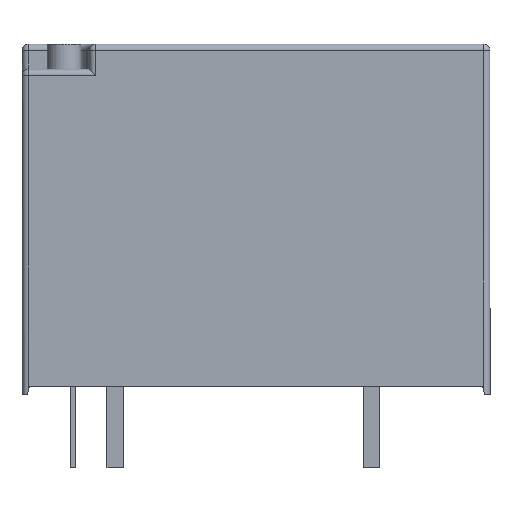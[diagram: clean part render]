
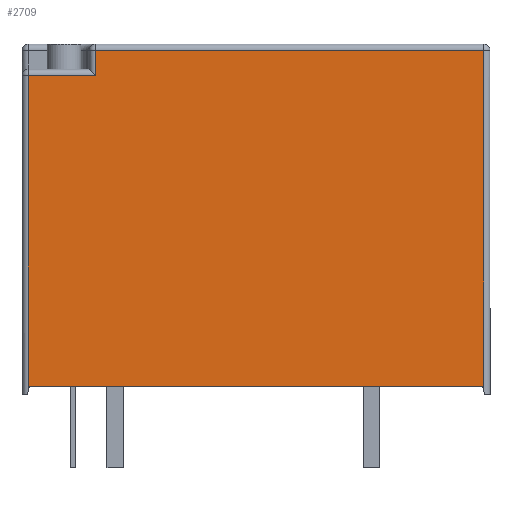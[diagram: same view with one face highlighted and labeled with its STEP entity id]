
A CAD part, front view. The second image highlights one B-rep face of the part: STEP entity #2709.
In plain terms, the highlighted planar face has unit normal (0, -1, 0).
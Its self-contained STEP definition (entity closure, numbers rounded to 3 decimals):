
#1546=CARTESIAN_POINT('',(10.85,-8.15,16.4));
#1547=VERTEX_POINT('',#1546);
#1603=CARTESIAN_POINT('',(-7.65,-8.15,16.4));
#1604=VERTEX_POINT('',#1603);
#1669=CARTESIAN_POINT('',(-10.85,-8.15,15.2));
#1670=VERTEX_POINT('',#1669);
#2128=CARTESIAN_POINT('',(-10.85,-8.15,0.2));
#2129=VERTEX_POINT('',#2128);
#2137=CARTESIAN_POINT('',(-10.85,-8.15,0.2));
#2138=DIRECTION('',(0.0,0.0,1.0));
#2139=VECTOR('',#2138,15.);
#2140=LINE('',#2137,#2139);
#2141=EDGE_CURVE('',#2129,#1670,#2140,.T.);
#2176=CARTESIAN_POINT('',(-7.65,-8.15,15.2));
#2177=VERTEX_POINT('',#2176);
#2178=CARTESIAN_POINT('',(-10.85,-8.15,15.2));
#2179=DIRECTION('',(1.0,0.0,0.0));
#2180=VECTOR('',#2179,3.2);
#2181=LINE('',#2178,#2180);
#2182=EDGE_CURVE('',#1670,#2177,#2181,.T.);
#2255=CARTESIAN_POINT('',(-7.65,-8.15,15.2));
#2256=DIRECTION('',(0.0,0.0,1.0));
#2257=VECTOR('',#2256,1.2);
#2258=LINE('',#2255,#2257);
#2259=EDGE_CURVE('',#2177,#1604,#2258,.T.);
#2280=CARTESIAN_POINT('',(-7.65,-8.15,16.4));
#2281=DIRECTION('',(1.0,0.0,0.0));
#2282=VECTOR('',#2281,18.5);
#2283=LINE('',#2280,#2282);
#2284=EDGE_CURVE('',#1604,#1547,#2283,.T.);
#2370=CARTESIAN_POINT('',(10.85,-8.15,0.2));
#2371=VERTEX_POINT('',#2370);
#2372=CARTESIAN_POINT('',(10.85,-8.15,16.4));
#2373=DIRECTION('',(0.0,0.0,-1.0));
#2374=VECTOR('',#2373,16.2);
#2375=LINE('',#2372,#2374);
#2376=EDGE_CURVE('',#1547,#2371,#2375,.T.);
#2551=CARTESIAN_POINT('',(-10.8,-8.15,0.4));
#2552=VERTEX_POINT('',#2551);
#2559=CARTESIAN_POINT('',(-10.8,-8.15,0.4));
#2560=DIRECTION('',(-0.243,0.0,-0.97));
#2561=VECTOR('',#2560,0.206);
#2562=LINE('',#2559,#2561);
#2563=EDGE_CURVE('',#2552,#2129,#2562,.T.);
#2600=CARTESIAN_POINT('',(10.8,-8.15,0.4));
#2601=VERTEX_POINT('',#2600);
#2602=CARTESIAN_POINT('',(10.8,-8.15,0.4));
#2603=DIRECTION('',(0.243,0.0,-0.97));
#2604=VECTOR('',#2603,0.206);
#2605=LINE('',#2602,#2604);
#2606=EDGE_CURVE('',#2601,#2371,#2605,.T.);
#2689=CARTESIAN_POINT('',(-10.997,-8.15,0.214));
#2690=DIRECTION('',(0.0,1.0,0.0));
#2691=DIRECTION('',(0.0,0.0,1.0));
#2692=AXIS2_PLACEMENT_3D('',#2689,#2690,#2691);
#2693=PLANE('',#2692);
#2694=ORIENTED_EDGE('',*,*,#2141,.F.);
#2695=ORIENTED_EDGE('',*,*,#2563,.F.);
#2696=CARTESIAN_POINT('',(10.8,-8.15,0.4));
#2697=DIRECTION('',(-1.0,0.0,0.0));
#2698=VECTOR('',#2697,21.6);
#2699=LINE('',#2696,#2698);
#2700=EDGE_CURVE('',#2601,#2552,#2699,.T.);
#2701=ORIENTED_EDGE('',*,*,#2700,.F.);
#2702=ORIENTED_EDGE('',*,*,#2606,.T.);
#2703=ORIENTED_EDGE('',*,*,#2376,.F.);
#2704=ORIENTED_EDGE('',*,*,#2284,.F.);
#2705=ORIENTED_EDGE('',*,*,#2259,.F.);
#2706=ORIENTED_EDGE('',*,*,#2182,.F.);
#2707=EDGE_LOOP('',(#2694,#2695,#2701,#2702,#2703,#2704,#2705,#2706));
#2708=FACE_OUTER_BOUND('',#2707,.T.);
#2709=ADVANCED_FACE('',(#2708),#2693,.F.);
